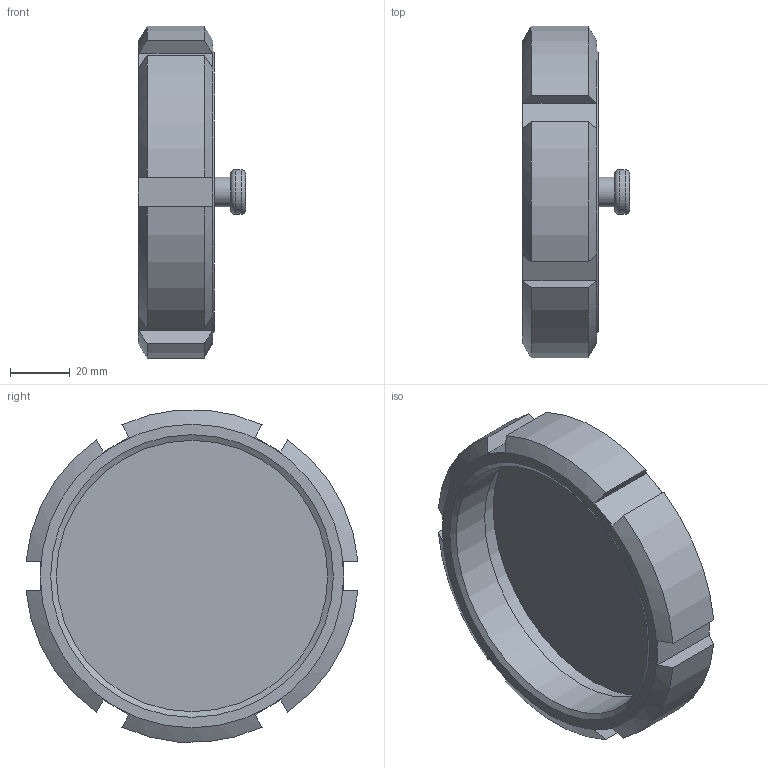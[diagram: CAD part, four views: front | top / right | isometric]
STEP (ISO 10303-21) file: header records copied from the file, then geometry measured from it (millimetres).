
FILE_DESCRIPTION((''),'2;1');
FILE_NAME('12100065X.stp','2010-08-04T16:45:18',('thilbrands'),(''),'Autodesk Inventor 2008','Autodesk Inventor 2008','');
FILE_SCHEMA(('AUTOMOTIVE_DESIGN { 1 0 10303 214 1 1 1 1 }'));
Length unit declared in the file: millimetre
Products named in the file (1): 12100010
Bounding box: 36 x 111.55 x 111.58 mm (x, y, z)
Volume: 98342.2 mm3; surface area: 35445.9 mm2
Topology: 1 solids, 1 shells, 51 faces, 118 edges, 73 vertices
Faces by surface type: plane 24, cone 15, cylinder 10, torus 2
Full cylindrical faces by diameter (mm): 10 x1, 15 x1, 91.19 x1, 95.8 x1
Entity records: 1366 total; most frequent: CARTESIAN_POINT 330, ORIENTED_EDGE 218, DIRECTION 202, EDGE_CURVE 109, AXIS2_PLACEMENT_3D 89, VERTEX_POINT 73, EDGE_LOOP 64, FACE_OUTER_BOUND 51
